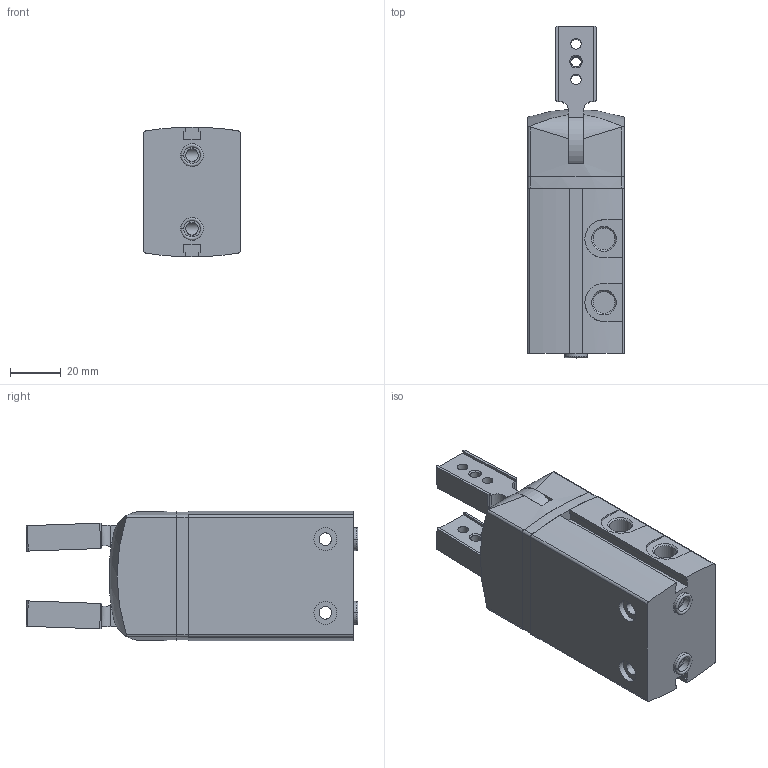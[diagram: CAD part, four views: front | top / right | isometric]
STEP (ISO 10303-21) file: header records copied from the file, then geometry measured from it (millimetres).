
FILE_DESCRIPTION(/* description */ ('STEP AP214'),/* implementation_level */ '2;1');
FILE_NAME(/* name */ '1310164_DHRS-32-A',/* time_stamp */ '2024-08-14T11:37:18+02:00',/* author */ ('License CC BY-ND 4.0'),/* organization */ ('CADENAS'),/* preprocessor_version */ 'ST-DEVELOPER v19.3',/* originating_system */ 'PARTsolutions',/* authorisation */ ' ');
FILE_SCHEMA (('MODEL_BASED_INTEGRATED_MANUFACTURING_SCHEMA','AP242_MANAGED_MODEL_BASED_3D_ENGINEERING_MIM_LF { 1 0 10303 442 3 1 4 }','AUTOMOTIVE_DESIGN {1 0 10303 214 3 1 1}'));
Length unit declared in the file: millimetre
Products named in the file (4): 1310164 DHRS-32-A---(0); 1310164 DHRS-32-A---(Geh); 1310164 DHRS-32-A---(Griff); 8137184 ZBH-9-B
Assembly tree (5 placements, depth 2):
  1310164 DHRS-32-A---(0)
    1310164 DHRS-32-A---(Geh)
    1310164 DHRS-32-A---(Griff)  x2
    8137184 ZBH-9-B  x2
Bounding box: 38 x 130.57 x 50.96 mm (x, y, z)
Volume: 177384.6 mm3; surface area: 32941.3 mm2
Topology: 5 solids, 5 shells, 183 faces, 468 edges, 308 vertices
Faces by surface type: plane 108, cylinder 64, cone 6, torus 5
Full cylindrical faces by diameter (mm): 4 x2, 4.134 x4, 4.917 x4, 8.566 x2, 9 x6
Entity records: 5114 total; most frequent: CARTESIAN_POINT 849, DIRECTION 729, ORIENTED_EDGE 682, EDGE_CURVE 341, AXIS2_PLACEMENT_3D 268, VERTEX_POINT 238, LINE 193, VECTOR 193
